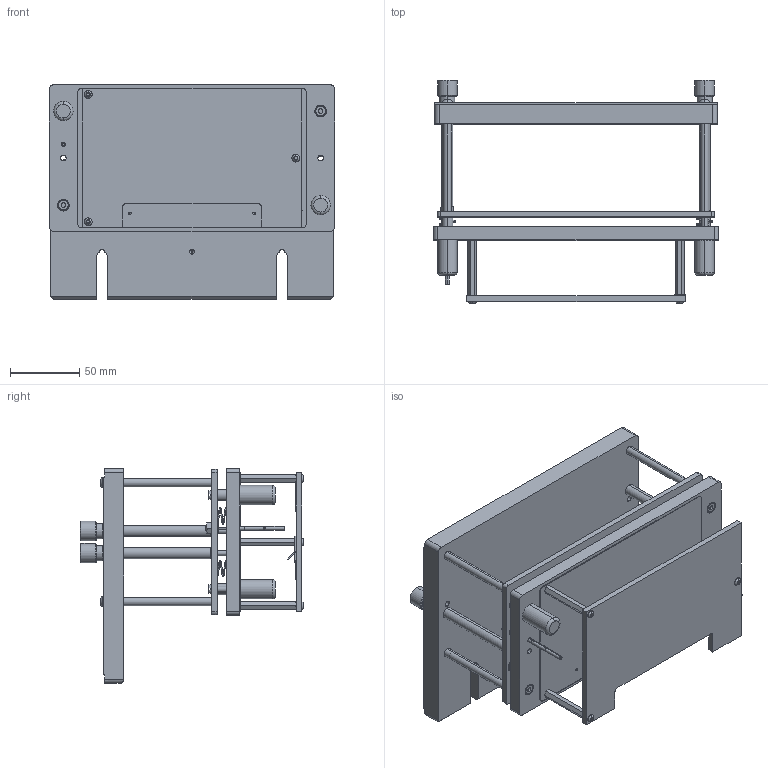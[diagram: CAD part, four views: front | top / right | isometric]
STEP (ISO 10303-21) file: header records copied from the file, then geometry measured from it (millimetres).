
FILE_DESCRIPTION (( 'STEP AP214' ), '1' );
FILE_NAME ('41225-KIT~3.STEP', '2019-09-03T12:17:10', ( '' ), ( '' ), 'SwSTEP 2.0', 'SolidWorks 2018', '' );
FILE_SCHEMA (( 'AUTOMOTIVE_DESIGN' ));
Length unit declared in the file: millimetre
Products named in the file (29): 101905~1_S; 53731~0; 41369~1_S; KS-113-Master~-k-s_KS-113 23; 39020~4_S; SKB-II~-s-k-i-i_M3,0x40 St; 5015~0; ISO7380~n_M03,0x010; Gewindebuchse~n_M04-09,5 offen; 41899~3_flexiebel <S>; 2229~6; 2196~6; DIN7991~n_M03,0x016 VA; 28377~12; 41455~0_S; 34851~0_S; GKS-114-0015~-g-k-s_Hub = 08,0 <S>; 1583~0_Hub 8mm<Standard>; ISO7380~n_M04,0x020; 30807~6; DIN7991~n_M04,0x010; 41367~5_S; 35419~0; 37675~0_S; 41225-KIT~3; 3917~3_M 3 A; 41217~2_S; 40895~0_S; 39347~10_S
Assembly tree (44 placements, depth 4):
  41225-KIT~3
    40895~0_S
      39347~10_S
      41455~0_S  x4
        41369~1_S
        ISO7380~n_M04,0x020
      41367~5_S  x2
    39020~4_S
      101905~1_S
        28377~12
      30807~6
      41217~2_S
      SKB-II~-s-k-i-i_M3,0x40 St  x3
      1583~0_Hub 8mm<Standard>  x2
      2229~6  x2
      2196~6  x2
      35419~0  x2
      41899~3_flexiebel <S>
        KS-113-Master~-k-s_KS-113 23
        GKS-114-0015~-g-k-s_Hub = 08,0 <S>
        53731~0
        3917~3_M 3 A
      5015~0
      Gewindebuchse~n_M04-09,5 offen  x2
      34851~0_S
      37675~0_S
      ISO7380~n_M03,0x010  x3
      DIN7991~n_M04,0x010  x2
      DIN7991~n_M03,0x016 VA  x3
Bounding box: 206 x 161.65 x 155 mm (x, y, z)
Volume: 845218.2 mm3; surface area: 234867.8 mm2
Topology: 45 solids, 45 shells, 1359 faces, 3205 edges, 2041 vertices
Faces by surface type: plane 569, cylinder 540, cone 188, torus 54, bspline 4, sphere 4
Entity records: 27336 total; most frequent: CARTESIAN_POINT 6019, DIRECTION 4406, ORIENTED_EDGE 3796, EDGE_CURVE 1898, AXIS2_PLACEMENT_3D 1691, VERTEX_POINT 1230, VECTOR 1024, LINE 1024
